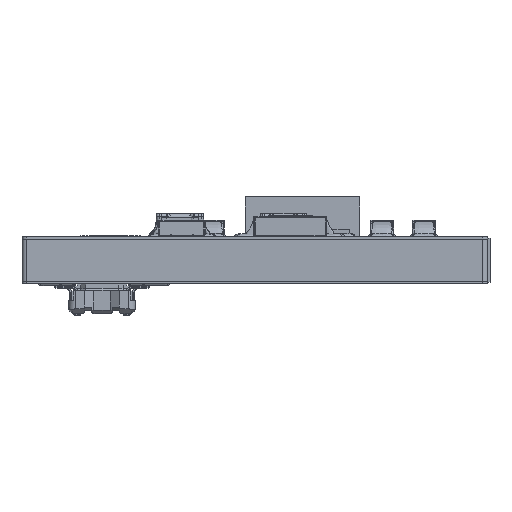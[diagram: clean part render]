
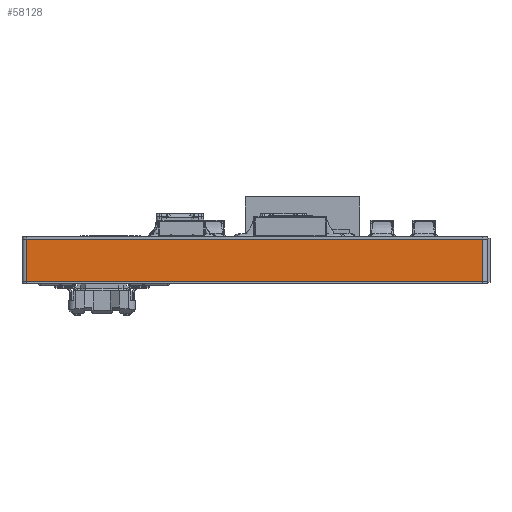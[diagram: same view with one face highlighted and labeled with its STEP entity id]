
A CAD part, left-side view. The second image highlights one B-rep face of the part: STEP entity #58128.
In plain terms, the highlighted planar face has unit normal (-1, 0, 0).
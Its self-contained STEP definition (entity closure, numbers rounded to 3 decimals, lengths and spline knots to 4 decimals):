
#7701=FACE_OUTER_BOUND('',#11475,.T.);
#11475=EDGE_LOOP('',(#38984,#38985,#38986,#38987));
#15353=LINE('',#86771,#19918);
#15363=LINE('',#86804,#19928);
#15369=LINE('',#86817,#19934);
#15374=LINE('',#86829,#19939);
#19918=VECTOR('',#68784,10.);
#19928=VECTOR('',#68816,10.);
#19934=VECTOR('',#68826,10.);
#19939=VECTOR('',#68845,10.);
#24483=VERTEX_POINT('',#86767);
#24485=VERTEX_POINT('',#86770);
#24497=VERTEX_POINT('',#86802);
#24502=VERTEX_POINT('',#86816);
#29918=EDGE_CURVE('',#24483,#24485,#15353,.T.);
#29935=EDGE_CURVE('',#24497,#24483,#15363,.T.);
#29942=EDGE_CURVE('',#24485,#24502,#15369,.T.);
#29948=EDGE_CURVE('',#24502,#24497,#15374,.T.);
#38984=ORIENTED_EDGE('',*,*,#29935,.F.);
#38985=ORIENTED_EDGE('',*,*,#29948,.F.);
#38986=ORIENTED_EDGE('',*,*,#29942,.F.);
#38987=ORIENTED_EDGE('',*,*,#29918,.F.);
#56930=PLANE('',#62085);
#58128=ADVANCED_FACE('',(#7701),#56930,.T.);
#62085=AXIS2_PLACEMENT_3D('',#86830,#68846,#68847);
#68784=DIRECTION('',(0.,0.,1.));
#68816=DIRECTION('',(0.,1.,0.));
#68826=DIRECTION('',(0.,-1.,0.));
#68845=DIRECTION('',(0.,0.,-1.));
#68846=DIRECTION('center_axis',(-1.,0.,0.));
#68847=DIRECTION('ref_axis',(0.,1.,0.));
#86767=CARTESIAN_POINT('',(0.,9.8,-0.95));
#86770=CARTESIAN_POINT('',(0.,9.8,-0.05));
#86771=CARTESIAN_POINT('',(0.,9.8,0.));
#86802=CARTESIAN_POINT('',(0.,0.1,-0.95));
#86804=CARTESIAN_POINT('',(0.,2.475,-0.95));
#86816=CARTESIAN_POINT('',(0.,0.1,-0.05));
#86817=CARTESIAN_POINT('',(0.,2.475,-0.05));
#86829=CARTESIAN_POINT('',(0.,0.1,0.));
#86830=CARTESIAN_POINT('Origin',(0.,0.,0.));
